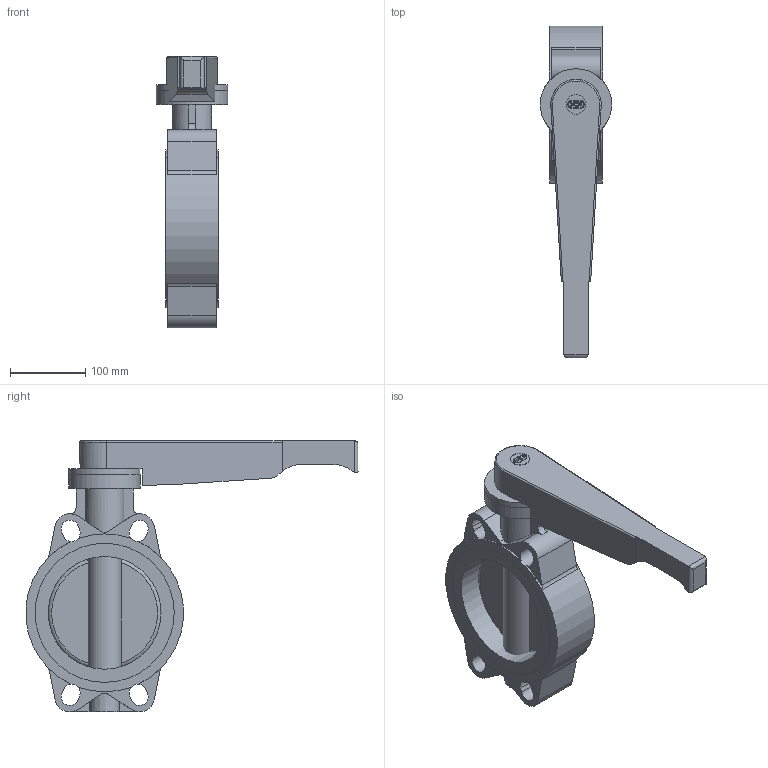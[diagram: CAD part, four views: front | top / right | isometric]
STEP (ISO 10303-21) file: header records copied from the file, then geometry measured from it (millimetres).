
FILE_DESCRIPTION(/* description */ (''),/* implementation_level */ '2;1');
FILE_NAME(/* name */ 'FEOVLM160E.stp',/* time_stamp */ '2014-12-04T16:37:17+01:00',/* author */ ('Mdebiase'),/* organization */ (''),/* preprocessor_version */ 'ST-DEVELOPER v15.6',/* originating_system */ 'Autodesk Inventor 2015',/* authorisation */ '');
FILE_SCHEMA (('AUTOMOTIVE_DESIGN { 1 0 10303 214 3 1 1 }'));
Length unit declared in the file: millimetre
Products named in the file (5): cassa FE 160; Maniglia 140-160; Disco FE-FK 160; Piastrina 40; FEOVLM160E
Assembly tree (4 placements, depth 2):
  FEOVLM160E
    cassa FE 160
    Maniglia 140-160
    Disco FE-FK 160
    Piastrina 40
Bounding box: 94.99 x 441.61 x 361.54 mm (x, y, z)
Volume: 3028904.3 mm3; surface area: 311965.7 mm2
Topology: 4 solids, 4 shells, 178 faces, 500 edges, 332 vertices
Faces by surface type: plane 98, cylinder 69, cone 7, torus 4
Full cylindrical faces by diameter (mm): 26.1 x1, 45 x1, 94.992 x1, 95 x1, 150 x1, 185 x2
Entity records: 6188 total; most frequent: CARTESIAN_POINT 1322, DIRECTION 1016, ORIENTED_EDGE 982, EDGE_CURVE 491, AXIS2_PLACEMENT_3D 368, VERTEX_POINT 331, LINE 280, VECTOR 280
